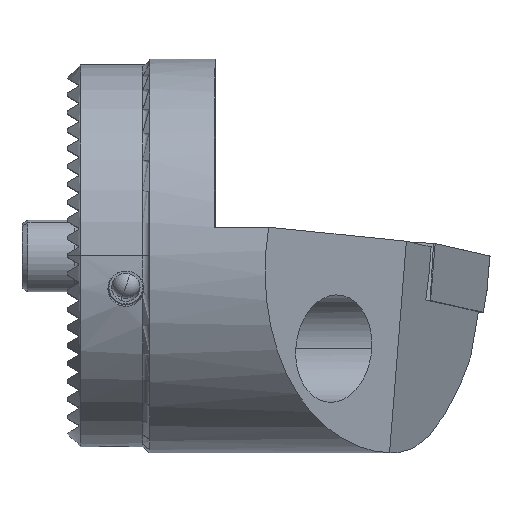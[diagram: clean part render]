
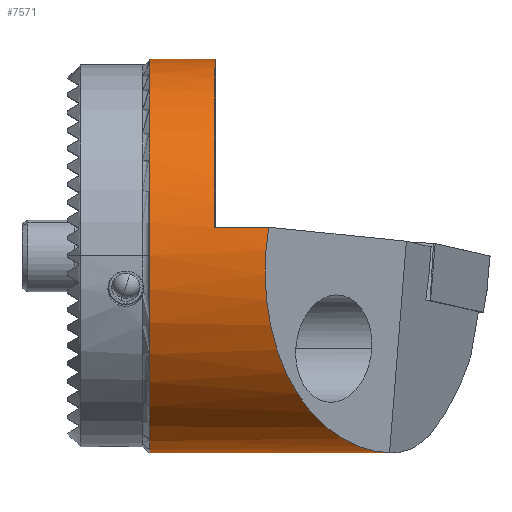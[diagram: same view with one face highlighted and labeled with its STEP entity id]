
A CAD part, top view. The second image highlights one B-rep face of the part: STEP entity #7571.
In plain terms, the highlighted cylindrical face has radius 16.5 mm (diameter 33 mm), a partial arc.
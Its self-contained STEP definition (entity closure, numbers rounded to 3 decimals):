
#126 = CARTESIAN_POINT ( 'NONE',  ( 11.991, 16.493, 0.478 ) ) ;
#166 = EDGE_CURVE ( 'NONE', #16187, #10776, #15418, .T. ) ;
#190 = ORIENTED_EDGE ( 'NONE', *, *, #8808, .T. ) ;
#363 = AXIS2_PLACEMENT_3D ( 'NONE', #9200, #11790, #1134 ) ;
#515 = CARTESIAN_POINT ( 'NONE',  ( 11.176, 16.03, -4.078 ) ) ;
#563 = CARTESIAN_POINT ( 'NONE',  ( 16.463, 2.379, 16.328 ) ) ;
#923 = CARTESIAN_POINT ( 'NONE',  ( -1.123, 2.379, 16.328 ) ) ;
#972 = VERTEX_POINT ( 'NONE', #2832 ) ;
#1021 = CARTESIAN_POINT ( 'NONE',  ( 11.908, 2.379, 16.328 ) ) ;
#1134 = DIRECTION ( 'NONE',  ( 0., 0., -1. ) ) ;
#1146 = VECTOR ( 'NONE', #8143, 1000. ) ;
#1228 = DIRECTION ( 'NONE',  ( 1., 0., 0. ) ) ;
#1650 = EDGE_CURVE ( 'NONE', #7343, #14379, #16175, .T. ) ;
#1706 = VECTOR ( 'NONE', #15661, 1000. ) ;
#2024 = EDGE_CURVE ( 'NONE', #17346, #10776, #17164, .T. ) ;
#2151 = CYLINDRICAL_SURFACE ( 'NONE', #363, 16.5 ) ;
#2216 =( BOUNDED_CURVE ( )  B_SPLINE_CURVE ( 3, ( #9691, #4345, #15197, #12603 ),
 .UNSPECIFIED., .F., .F. ) 
 B_SPLINE_CURVE_WITH_KNOTS ( ( 4, 4 ),
 ( 3.216, 4.614 ),
 .UNSPECIFIED. ) 
 CURVE ( )  GEOMETRIC_REPRESENTATION_ITEM ( )  RATIONAL_B_SPLINE_CURVE ( ( 1., 0.844, 0.844, 1. ) ) 
 REPRESENTATION_ITEM ( '' )  );
#2279 = DIRECTION ( 'NONE',  ( 1., 0., 0. ) ) ;
#2832 = CARTESIAN_POINT ( 'NONE',  ( 11.51, 16.235, -2.943 ) ) ;
#3058 = CARTESIAN_POINT ( 'NONE',  ( 19.127, -16.208, 11.035 ) ) ;
#3120 = CARTESIAN_POINT ( 'NONE',  ( 11.023, 15.704, -5.204 ) ) ;
#3220 = ORIENTED_EDGE ( 'NONE', *, *, #3917, .F. ) ;
#3243 = CARTESIAN_POINT ( 'NONE',  ( 11.03, 15.245, -6.313 ) ) ;
#3432 = FACE_OUTER_BOUND ( 'NONE', #3997, .T. ) ;
#3513 = CARTESIAN_POINT ( 'NONE',  ( 11.052, 13.148, -10.214 ) ) ;
#3623 = ORIENTED_EDGE ( 'NONE', *, *, #3827, .T. ) ;
#3827 = EDGE_CURVE ( 'NONE', #972, #15947, #9474, .T. ) ;
#3884 = VERTEX_POINT ( 'NONE', #4656 ) ;
#3917 = EDGE_CURVE ( 'NONE', #15268, #14379, #15926, .T. ) ;
#3993 = VECTOR ( 'NONE', #2279, 1000. ) ;
#3997 = EDGE_LOOP ( 'NONE', ( #4202, #11053, #3220, #16484, #5756, #4246, #13838, #10949, #15695, #190, #4631, #3623 ) ) ;
#4202 = ORIENTED_EDGE ( 'NONE', *, *, #7200, .T. ) ;
#4246 = ORIENTED_EDGE ( 'NONE', *, *, #166, .T. ) ;
#4345 = CARTESIAN_POINT ( 'NONE',  ( 11.911, 10.675, 15.119 ) ) ;
#4631 = ORIENTED_EDGE ( 'NONE', *, *, #8705, .T. ) ;
#4656 = CARTESIAN_POINT ( 'NONE',  ( 16.463, 2.379, 16.328 ) ) ;
#5495 = CARTESIAN_POINT ( 'NONE',  ( -1.123, -16.5, 0. ) ) ;
#5575 = CARTESIAN_POINT ( 'NONE',  ( 6.492, 0., 16.5 ) ) ;
#5643 = B_SPLINE_CURVE_WITH_KNOTS ( 'NONE', 3,
 ( #126, #9574, #7108, #9629 ),
 .UNSPECIFIED., .F., .F.,
 ( 4, 4 ),
 ( 0., 0.003 ),
 .UNSPECIFIED. ) ;
#5756 = ORIENTED_EDGE ( 'NONE', *, *, #5863, .T. ) ;
#5863 = EDGE_CURVE ( 'NONE', #12342, #16187, #6007, .T. ) ;
#5877 = CARTESIAN_POINT ( 'NONE',  ( 11.065, 10.908, -12.414 ) ) ;
#5910 = CARTESIAN_POINT ( 'NONE',  ( 6.492, -16.5, 0. ) ) ;
#6007 = CIRCLE ( 'NONE', #14938, 16.5 ) ;
#6319 =( BOUNDED_CURVE ( )  B_SPLINE_CURVE ( 3, ( #563, #11323, #3058, #10007 ),
 .UNSPECIFIED., .F., .F. ) 
 B_SPLINE_CURVE_WITH_KNOTS ( ( 4, 4 ),
 ( 2.915, 4.604 ),
 .UNSPECIFIED. ) 
 CURVE ( )  GEOMETRIC_REPRESENTATION_ITEM ( )  RATIONAL_B_SPLINE_CURVE ( ( 1., 0.776, 0.776, 1. ) ) 
 REPRESENTATION_ITEM ( '' )  );
#6388 = CARTESIAN_POINT ( 'NONE',  ( 11.041, 14.393, -8.369 ) ) ;
#7108 = CARTESIAN_POINT ( 'NONE',  ( 11.837, 16.436, -1.835 ) ) ;
#7200 = EDGE_CURVE ( 'NONE', #15947, #7343, #14986, .T. ) ;
#7343 = VERTEX_POINT ( 'NONE', #10964 ) ;
#7524 = CARTESIAN_POINT ( 'NONE',  ( 26.728, -16.5, 0. ) ) ;
#7571 = ADVANCED_FACE ( 'NONE', ( #3432 ), #2151, .T. ) ;
#8143 = DIRECTION ( 'NONE',  ( 1., 0., 0. ) ) ;
#8705 = EDGE_CURVE ( 'NONE', #17303, #972, #5643, .T. ) ;
#8738 = CARTESIAN_POINT ( 'NONE',  ( 26.633, -16.498, 0.297 ) ) ;
#8757 = DIRECTION ( 'NONE',  ( 0., 0., 1. ) ) ;
#8808 = EDGE_CURVE ( 'NONE', #14850, #17303, #2216, .T. ) ;
#9109 = CARTESIAN_POINT ( 'NONE',  ( 26.728, -16.5, 0. ) ) ;
#9200 = CARTESIAN_POINT ( 'NONE',  ( -1.123, 0., 0. ) ) ;
#9474 = B_SPLINE_CURVE_WITH_KNOTS ( 'NONE', 3,
 ( #12689, #515, #3120, #3243 ),
 .UNSPECIFIED., .F., .F.,
 ( 4, 4 ),
 ( 0., 0.004 ),
 .UNSPECIFIED. ) ;
#9574 = CARTESIAN_POINT ( 'NONE',  ( 11.998, 16.527, -0.695 ) ) ;
#9629 = CARTESIAN_POINT ( 'NONE',  ( 11.51, 16.235, -2.943 ) ) ;
#9691 = CARTESIAN_POINT ( 'NONE',  ( 11.908, 2.379, 16.328 ) ) ;
#9816 = CARTESIAN_POINT ( 'NONE',  ( 11.011, 10.209, -12.994 ) ) ;
#9824 = EDGE_CURVE ( 'NONE', #3884, #17346, #6319, .T. ) ;
#9938 = CARTESIAN_POINT ( 'NONE',  ( 11.062, 11.56, -11.773 ) ) ;
#10007 = CARTESIAN_POINT ( 'NONE',  ( 26.586, -16.494, 0.446 ) ) ;
#10230 = AXIS2_PLACEMENT_3D ( 'NONE', #12594, #16752, #8757 ) ;
#10542 = CARTESIAN_POINT ( 'NONE',  ( 26.586, -16.494, 0.446 ) ) ;
#10776 = VERTEX_POINT ( 'NONE', #7524 ) ;
#10949 = ORIENTED_EDGE ( 'NONE', *, *, #9824, .F. ) ;
#10964 = CARTESIAN_POINT ( 'NONE',  ( 11.062, 11.56, -11.773 ) ) ;
#11053 = ORIENTED_EDGE ( 'NONE', *, *, #1650, .T. ) ;
#11090 = CARTESIAN_POINT ( 'NONE',  ( 10.923, 9.464, -13.516 ) ) ;
#11323 = CARTESIAN_POINT ( 'NONE',  ( 14.78, -8.103, 17.855 ) ) ;
#11790 = DIRECTION ( 'NONE',  ( 1., 0., 0. ) ) ;
#11874 = CARTESIAN_POINT ( 'NONE',  ( 6.492, 0., 0. ) ) ;
#12342 = VERTEX_POINT ( 'NONE', #5575 ) ;
#12565 = EDGE_CURVE ( 'NONE', #15268, #12342, #15417, .T. ) ;
#12594 = CARTESIAN_POINT ( 'NONE',  ( 6.492, 0., 0. ) ) ;
#12603 = CARTESIAN_POINT ( 'NONE',  ( 11.991, 16.493, 0.478 ) ) ;
#12689 = CARTESIAN_POINT ( 'NONE',  ( 11.51, 16.235, -2.943 ) ) ;
#12900 = CARTESIAN_POINT ( 'NONE',  ( 11.062, 11.56, -11.773 ) ) ;
#12954 = CARTESIAN_POINT ( 'NONE',  ( 6.492, 9.464, -13.516 ) ) ;
#13321 = CARTESIAN_POINT ( 'NONE',  ( 11.03, 15.245, -6.313 ) ) ;
#13389 = CARTESIAN_POINT ( 'NONE',  ( 11.991, 16.493, 0.478 ) ) ;
#13838 = ORIENTED_EDGE ( 'NONE', *, *, #2024, .F. ) ;
#14065 = CARTESIAN_POINT ( 'NONE',  ( 26.681, -16.5, 0.149 ) ) ;
#14115 = CARTESIAN_POINT ( 'NONE',  ( -1.123, 9.464, -13.516 ) ) ;
#14194 = EDGE_CURVE ( 'NONE', #14850, #3884, #15301, .T. ) ;
#14379 = VERTEX_POINT ( 'NONE', #16272 ) ;
#14589 = DIRECTION ( 'NONE',  ( 0., 0., 1. ) ) ;
#14850 = VERTEX_POINT ( 'NONE', #1021 ) ;
#14938 = AXIS2_PLACEMENT_3D ( 'NONE', #11874, #1228, #14589 ) ;
#14986 =( BOUNDED_CURVE ( )  B_SPLINE_CURVE ( 3, ( #15608, #6388, #3513, #12900 ),
 .UNSPECIFIED., .F., .F. ) 
 B_SPLINE_CURVE_WITH_KNOTS ( ( 4, 4 ),
 ( 5.035, 5.437 ),
 .UNSPECIFIED. ) 
 CURVE ( )  GEOMETRIC_REPRESENTATION_ITEM ( )  RATIONAL_B_SPLINE_CURVE ( ( 1., 0.987, 0.987, 1. ) ) 
 REPRESENTATION_ITEM ( '' )  );
#15197 = CARTESIAN_POINT ( 'NONE',  ( 11.944, 16.25, 8.858 ) ) ;
#15268 = VERTEX_POINT ( 'NONE', #12954 ) ;
#15301 = LINE ( 'NONE', #923, #3993 ) ;
#15417 = CIRCLE ( 'NONE', #10230, 16.5 ) ;
#15418 = LINE ( 'NONE', #5495, #1146 ) ;
#15608 = CARTESIAN_POINT ( 'NONE',  ( 11.03, 15.245, -6.313 ) ) ;
#15661 = DIRECTION ( 'NONE',  ( 1., 0., 0. ) ) ;
#15695 = ORIENTED_EDGE ( 'NONE', *, *, #14194, .F. ) ;
#15926 = LINE ( 'NONE', #14115, #1706 ) ;
#15947 = VERTEX_POINT ( 'NONE', #13321 ) ;
#16175 = B_SPLINE_CURVE_WITH_KNOTS ( 'NONE', 3,
 ( #9938, #5877, #9816, #11090 ),
 .UNSPECIFIED., .F., .F.,
 ( 4, 4 ),
 ( 0., 0.003 ),
 .UNSPECIFIED. ) ;
#16187 = VERTEX_POINT ( 'NONE', #5910 ) ;
#16272 = CARTESIAN_POINT ( 'NONE',  ( 10.923, 9.464, -13.516 ) ) ;
#16484 = ORIENTED_EDGE ( 'NONE', *, *, #12565, .T. ) ;
#16627 = CARTESIAN_POINT ( 'NONE',  ( 26.586, -16.494, 0.446 ) ) ;
#16752 = DIRECTION ( 'NONE',  ( 1., 0., 0. ) ) ;
#17164 =( BOUNDED_CURVE ( )  B_SPLINE_CURVE ( 3, ( #16627, #8738, #14065, #9109 ),
 .UNSPECIFIED., .F., .F. ) 
 B_SPLINE_CURVE_WITH_KNOTS ( ( 4, 4 ),
 ( 4.472, 4.499 ),
 .UNSPECIFIED. ) 
 CURVE ( )  GEOMETRIC_REPRESENTATION_ITEM ( )  RATIONAL_B_SPLINE_CURVE ( ( 1., 1., 1., 1. ) ) 
 REPRESENTATION_ITEM ( '' )  );
#17303 = VERTEX_POINT ( 'NONE', #13389 ) ;
#17346 = VERTEX_POINT ( 'NONE', #10542 ) ;
